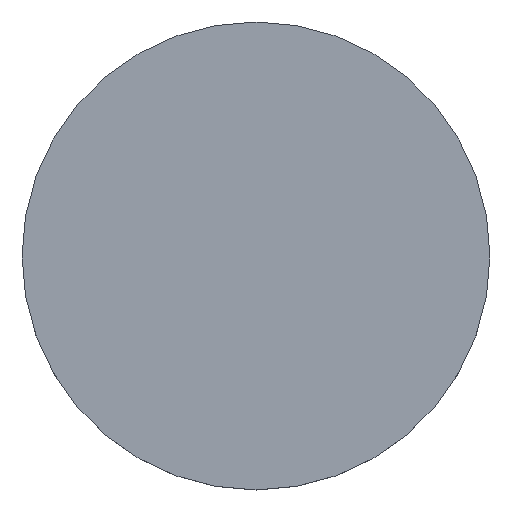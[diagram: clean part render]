
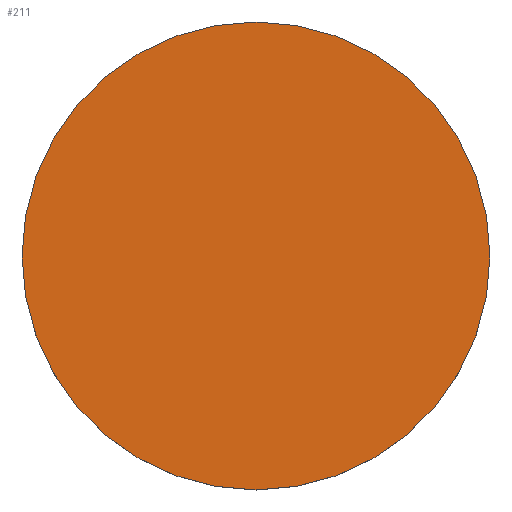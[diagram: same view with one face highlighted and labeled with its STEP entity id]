
A CAD part, top view. The second image highlights one B-rep face of the part: STEP entity #211.
In plain terms, the highlighted planar face has unit normal (0, 0, 1).
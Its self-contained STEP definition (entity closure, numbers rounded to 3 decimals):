
#3 = CIRCLE ( 'NONE', #20, 25.4 ) ;
#10 = CARTESIAN_POINT ( 'NONE',  ( -25.4, 0., 5. ) ) ;
#20 = AXIS2_PLACEMENT_3D ( 'NONE', #102, #233, #106 ) ;
#25 = CARTESIAN_POINT ( 'NONE',  ( 0., 52.02, 5. ) ) ;
#51 = VERTEX_POINT ( 'NONE', #10 ) ;
#54 = CIRCLE ( 'NONE', #128, 25.4 ) ;
#60 = VERTEX_POINT ( 'NONE', #116 ) ;
#72 = EDGE_CURVE ( 'NONE', #60, #51, #54, .T. ) ;
#90 = ORIENTED_EDGE ( 'NONE', *, *, #140, .F. ) ;
#102 = CARTESIAN_POINT ( 'NONE',  ( 0., 0., 5. ) ) ;
#106 = DIRECTION ( 'NONE',  ( 1., 0., 0. ) ) ;
#114 = FACE_OUTER_BOUND ( 'NONE', #135, .T. ) ;
#116 = CARTESIAN_POINT ( 'NONE',  ( 25.4, 0., 5. ) ) ;
#128 = AXIS2_PLACEMENT_3D ( 'NONE', #229, #192, #214 ) ;
#135 = EDGE_LOOP ( 'NONE', ( #169, #90 ) ) ;
#139 = PLANE ( 'NONE',  #171 ) ;
#140 = EDGE_CURVE ( 'NONE', #51, #60, #3, .T. ) ;
#169 = ORIENTED_EDGE ( 'NONE', *, *, #72, .F. ) ;
#171 = AXIS2_PLACEMENT_3D ( 'NONE', #25, #223, #184 ) ;
#184 = DIRECTION ( 'NONE',  ( 1., 0., 0. ) ) ;
#192 = DIRECTION ( 'NONE',  ( 0., 0., -1. ) ) ;
#211 = ADVANCED_FACE ( 'NONE', ( #114 ), #139, .T. ) ;
#214 = DIRECTION ( 'NONE',  ( 1., 0., 0. ) ) ;
#223 = DIRECTION ( 'NONE',  ( 0., 0., 1. ) ) ;
#229 = CARTESIAN_POINT ( 'NONE',  ( 0., 0., 5. ) ) ;
#233 = DIRECTION ( 'NONE',  ( 0., 0., -1. ) ) ;
